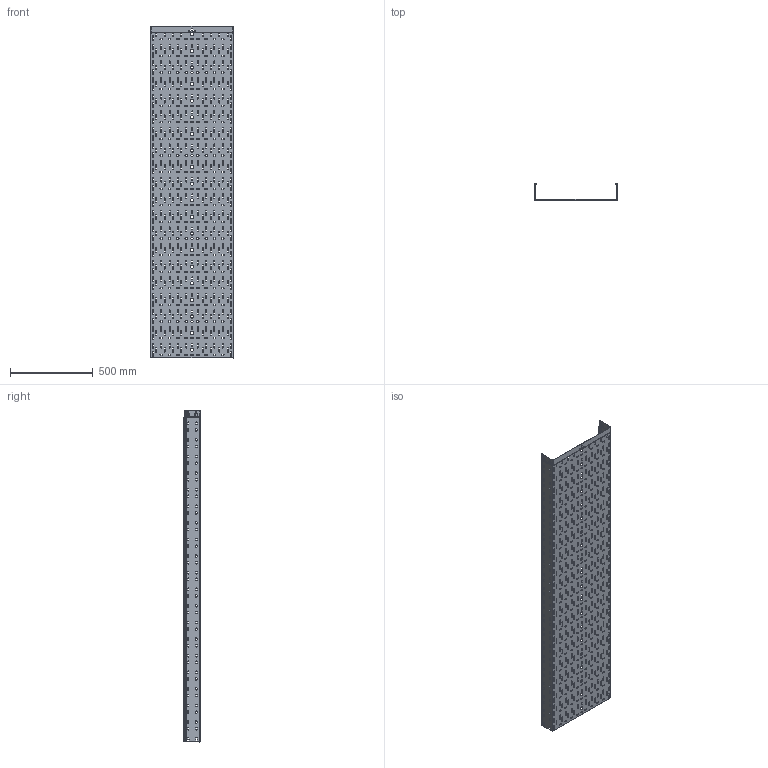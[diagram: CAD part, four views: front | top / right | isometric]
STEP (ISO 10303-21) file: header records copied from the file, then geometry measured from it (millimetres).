
FILE_DESCRIPTION(/* description */ (''),/* implementation_level */ '2;1');
FILE_NAME(/* name */ 'LPplus100x500x1.0x2000.ipt.stp',/* time_stamp */ '2023-05-26T12:31:33+03:00',/* author */ ('Ртищев А.О.'),/* organization */ (''),/* preprocessor_version */ 'ST-DEVELOPER v19.2',/* originating_system */ 'Autodesk Inventor 2023',/* authorisation */ '');
FILE_SCHEMA (('AUTOMOTIVE_DESIGN { 1 0 10303 214 3 1 1 }'));
Products named in the file (1): LPplus
Bounding box: 499.95 x 101.5 x 2000 mm (x, y, z)
Volume: 1335906.2 mm3; surface area: 2720261.5 mm2
Topology: 1 solids, 1 shells, 3279 faces, 9771 edges, 6474 vertices
Faces by surface type: cylinder 1626, plane 1621, bspline 32
Full cylindrical faces by diameter (mm): 20 x19
Entity records: 117415 total; most frequent: CARTESIAN_POINT 19863, ORIENTED_EDGE 19542, DIRECTION 19539, EDGE_CURVE 9771, AXIS2_PLACEMENT_3D 6534, VERTEX_POINT 6474, LINE 6471, VECTOR 6471
